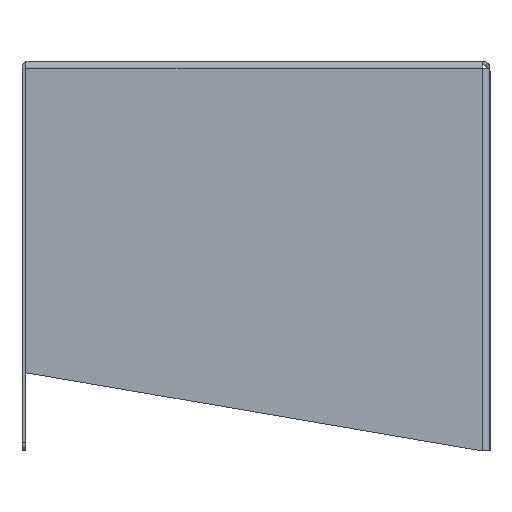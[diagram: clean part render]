
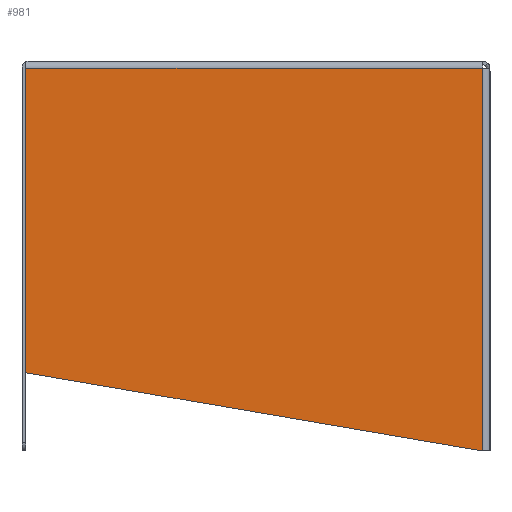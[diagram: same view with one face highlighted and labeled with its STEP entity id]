
A CAD part, left-side view. The second image highlights one B-rep face of the part: STEP entity #981.
In plain terms, the highlighted planar face has unit normal (-1, 0, 0).
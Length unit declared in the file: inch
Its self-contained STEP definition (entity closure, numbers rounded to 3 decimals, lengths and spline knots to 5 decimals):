
#28 = CARTESIAN_POINT ( 'NONE',  ( 0., 11.80992, 2.00827 ) ) ;
#58 = EDGE_CURVE ( 'NONE', #748, #2124, #136, .T. ) ;
#136 = LINE ( 'NONE', #2031, #2072 ) ;
#234 = VECTOR ( 'NONE', #583, 39.37008 ) ;
#414 = VECTOR ( 'NONE', #1965, 39.37008 ) ;
#506 = EDGE_CURVE ( 'NONE', #1735, #1376, #1832, .T. ) ;
#561 = CARTESIAN_POINT ( 'NONE',  ( 0., 11.715, 9.81 ) ) ;
#583 = DIRECTION ( 'NONE',  ( 0., -1., 0. ) ) ;
#654 = CARTESIAN_POINT ( 'NONE',  ( 0., 11.80992, 0. ) ) ;
#748 = VERTEX_POINT ( 'NONE', #1096 ) ;
#832 = DIRECTION ( 'NONE',  ( 0., -0.986, -0.169 ) ) ;
#842 = ORIENTED_EDGE ( 'NONE', *, *, #58, .T. ) ;
#856 = VECTOR ( 'NONE', #1674, 39.37008 ) ;
#911 = LINE ( 'NONE', #561, #234 ) ;
#926 = CARTESIAN_POINT ( 'NONE',  ( 0., 0.095, 0. ) ) ;
#932 = EDGE_LOOP ( 'NONE', ( #1521, #1591, #1885, #1967, #842 ) ) ;
#940 = LINE ( 'NONE', #926, #414 ) ;
#944 = VERTEX_POINT ( 'NONE', #1757 ) ;
#981 = ADVANCED_FACE ( 'NONE', ( #1410 ), #1572, .T. ) ;
#1020 = EDGE_CURVE ( 'NONE', #944, #2124, #911, .T. ) ;
#1080 = CARTESIAN_POINT ( 'NONE',  ( 0., 0., 0. ) ) ;
#1096 = CARTESIAN_POINT ( 'NONE',  ( 0., 0.095, 9.80992 ) ) ;
#1274 = EDGE_CURVE ( 'NONE', #1376, #748, #940, .T. ) ;
#1328 = DIRECTION ( 'NONE',  ( 0., 0., 1. ) ) ;
#1376 = VERTEX_POINT ( 'NONE', #1487 ) ;
#1410 = FACE_OUTER_BOUND ( 'NONE', #932, .T. ) ;
#1487 = CARTESIAN_POINT ( 'NONE',  ( 0., 0.095, 0. ) ) ;
#1502 = LINE ( 'NONE', #654, #856 ) ;
#1521 = ORIENTED_EDGE ( 'NONE', *, *, #1020, .F. ) ;
#1562 = DIRECTION ( 'NONE',  ( 0., 0., 1. ) ) ;
#1572 = PLANE ( 'NONE',  #1585 ) ;
#1585 = AXIS2_PLACEMENT_3D ( 'NONE', #1080, #1607, #1562 ) ;
#1591 = ORIENTED_EDGE ( 'NONE', *, *, #2227, .T. ) ;
#1607 = DIRECTION ( 'NONE',  ( -1., 0., 0. ) ) ;
#1674 = DIRECTION ( 'NONE',  ( 0., 0., -1. ) ) ;
#1735 = VERTEX_POINT ( 'NONE', #28 ) ;
#1757 = CARTESIAN_POINT ( 'NONE',  ( 0., 11.80992, 9.81 ) ) ;
#1832 = LINE ( 'NONE', #2039, #2170 ) ;
#1885 = ORIENTED_EDGE ( 'NONE', *, *, #506, .T. ) ;
#1947 = CARTESIAN_POINT ( 'NONE',  ( 0., 0.095, 9.81 ) ) ;
#1965 = DIRECTION ( 'NONE',  ( 0., 0., 1. ) ) ;
#1967 = ORIENTED_EDGE ( 'NONE', *, *, #1274, .T. ) ;
#2031 = CARTESIAN_POINT ( 'NONE',  ( 0., 0.095, 9.80992 ) ) ;
#2039 = CARTESIAN_POINT ( 'NONE',  ( 0., 11.80992, 2.00827 ) ) ;
#2072 = VECTOR ( 'NONE', #1328, 39.37008 ) ;
#2124 = VERTEX_POINT ( 'NONE', #1947 ) ;
#2170 = VECTOR ( 'NONE', #832, 39.37008 ) ;
#2227 = EDGE_CURVE ( 'NONE', #944, #1735, #1502, .T. ) ;
